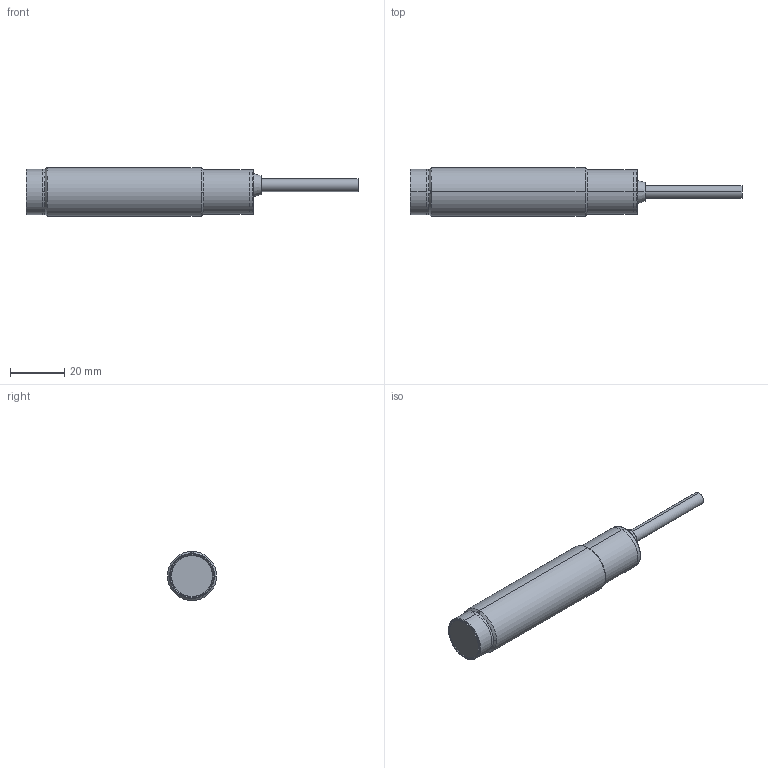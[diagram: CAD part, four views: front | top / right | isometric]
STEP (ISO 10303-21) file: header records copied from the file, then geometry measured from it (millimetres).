
FILE_DESCRIPTION (( 'STEP AP214' ), '1' );
FILE_NAME ('FALH-X0-0A.step', '2018-04-12T19:55:39', ( '' ), ( '' ), 'SwSTEP 2.0', 'SolidWorks 2017', '' );
FILE_SCHEMA (( 'AUTOMOTIVE_DESIGN' ));
Length unit declared in the file: inch
Products named in the file (1): FALH-X0-0A
Bounding box: 122.05 x 18 x 18 mm (x, y, z)
Volume: 20845.7 mm3; surface area: 7402.7 mm2
Topology: 5 solids, 5 shells, 65 faces, 135 edges, 85 vertices
Faces by surface type: cylinder 24, plane 20, cone 11, bspline 10
Entity records: 3060 total; most frequent: CARTESIAN_POINT 749, DIRECTION 304, ORIENTED_EDGE 270, EDGE_CURVE 135, AXIS2_PLACEMENT_3D 129, VERTEX_POINT 85, CIRCLE 73, LENGTH_MEASURE_WITH_UNIT 72
